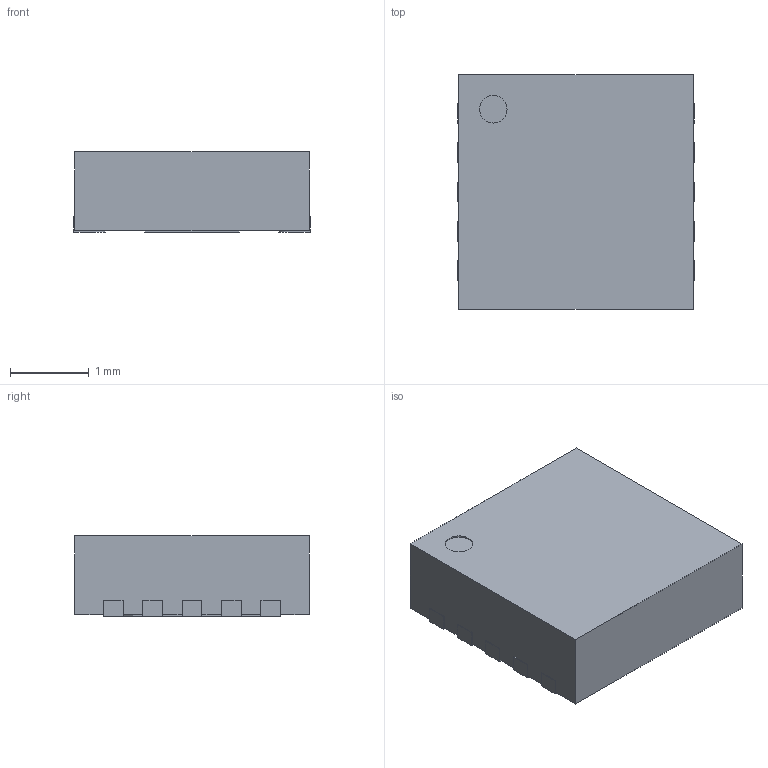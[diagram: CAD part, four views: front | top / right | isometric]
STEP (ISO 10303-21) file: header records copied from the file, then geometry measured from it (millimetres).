
FILE_DESCRIPTION(/* description */ ('model of VSON-10-1EP_3x3mm_P0.5mm_EP1.2x2mm'),/* implementation_level */ '2;1');
FILE_NAME(/* name */ 'VSON-10-1EP_3x3mm_P0.5mm_EP1.2x2mm.step',/* time_stamp */ '2018-09-22T14:15:01',/* author */ ('kicad StepUp','ksu'),/* organization */ ('FreeCAD'),/* preprocessor_version */ 'OCC',/* originating_system */ 'kicad StepUp',/* authorisation */ '');
FILE_SCHEMA(('AUTOMOTIVE_DESIGN { 1 0 10303 214 1 1 1 1 }'));
Length unit declared in the file: millimetre
Products named in the file (1): VSON_10_1EP_3x3mm_P05mm_EP12x2mm
Bounding box: 3 x 2.98 x 1.02 mm (x, y, z)
Volume: 8.9 mm3; surface area: 30.2 mm2
Topology: 1 solids, 1 shells, 74 faces, 210 edges, 140 vertices
Faces by surface type: plane 63, cylinder 11
Full cylindrical faces by diameter (mm): 0.35 x1
Entity records: 2736 total; most frequent: CARTESIAN_POINT 447, PCURVE 400, ORIENTED_EDGE 364, LINE 235, EDGE_CURVE 210, SURFACE_CURVE 199, VERTEX_POINT 140, DEFINITIONAL_REPRESENTATION 110
